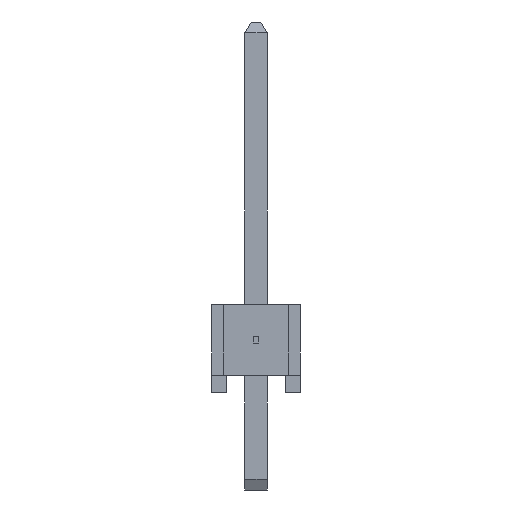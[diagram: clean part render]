
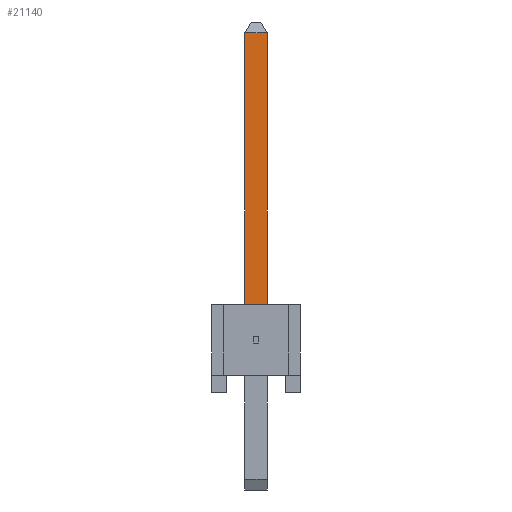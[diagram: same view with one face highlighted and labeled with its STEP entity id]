
A CAD part, left-side view. The second image highlights one B-rep face of the part: STEP entity #21140.
In plain terms, the highlighted planar face has unit normal (-1, 0, 0).
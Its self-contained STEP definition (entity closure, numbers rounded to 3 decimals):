
#21140 = ADVANCED_FACE('',(#21141),#21175,.F.);
#21141 = FACE_BOUND('',#21142,.T.);
#21142 = EDGE_LOOP('',(#21143,#21153,#21161,#21169));
#21143 = ORIENTED_EDGE('',*,*,#21144,.T.);
#21144 = EDGE_CURVE('',#21145,#21147,#21149,.T.);
#21145 = VERTEX_POINT('',#21146);
#21146 = CARTESIAN_POINT('',(-20.638,13.157,0.318));
#21147 = VERTEX_POINT('',#21148);
#21148 = CARTESIAN_POINT('',(-20.638,13.157,-0.318));
#21149 = LINE('',#21150,#21151);
#21150 = CARTESIAN_POINT('',(-20.638,13.157,2.54));
#21151 = VECTOR('',#21152,1.);
#21152 = DIRECTION('',(0.,0.,-1.));
#21153 = ORIENTED_EDGE('',*,*,#21154,.T.);
#21154 = EDGE_CURVE('',#21147,#21155,#21157,.T.);
#21155 = VERTEX_POINT('',#21156);
#21156 = CARTESIAN_POINT('',(-20.638,4.191,-0.318));
#21157 = LINE('',#21158,#21159);
#21158 = CARTESIAN_POINT('',(-20.638,13.462,-0.318));
#21159 = VECTOR('',#21160,1.);
#21160 = DIRECTION('',(0.,-1.,0.));
#21161 = ORIENTED_EDGE('',*,*,#21162,.F.);
#21162 = EDGE_CURVE('',#21163,#21155,#21165,.T.);
#21163 = VERTEX_POINT('',#21164);
#21164 = CARTESIAN_POINT('',(-20.638,4.191,0.318));
#21165 = LINE('',#21166,#21167);
#21166 = CARTESIAN_POINT('',(-20.638,4.191,0.318));
#21167 = VECTOR('',#21168,1.);
#21168 = DIRECTION('',(0.,0.,-1.));
#21169 = ORIENTED_EDGE('',*,*,#21170,.F.);
#21170 = EDGE_CURVE('',#21145,#21163,#21171,.T.);
#21171 = LINE('',#21172,#21173);
#21172 = CARTESIAN_POINT('',(-20.638,13.462,0.318));
#21173 = VECTOR('',#21174,1.);
#21174 = DIRECTION('',(0.,-1.,0.));
#21175 = PLANE('',#21176);
#21176 = AXIS2_PLACEMENT_3D('',#21177,#21178,#21179);
#21177 = CARTESIAN_POINT('',(-20.638,13.462,0.318));
#21178 = DIRECTION('',(1.,0.,0.));
#21179 = DIRECTION('',(0.,0.,-1.));
